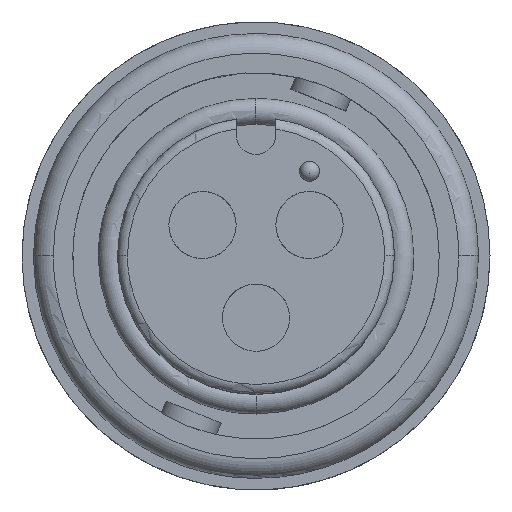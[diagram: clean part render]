
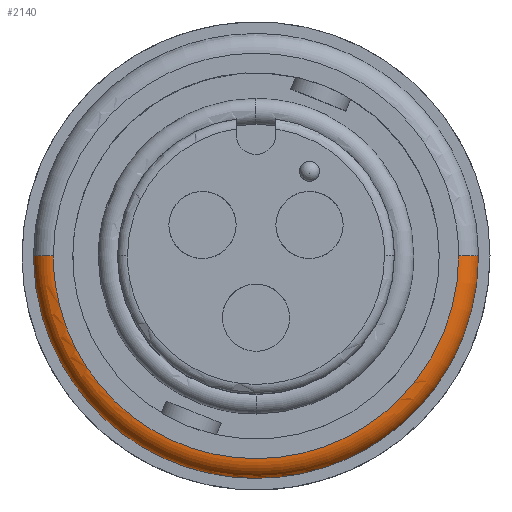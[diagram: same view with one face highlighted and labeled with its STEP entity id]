
A CAD part, top view. The second image highlights one B-rep face of the part: STEP entity #2140.
In plain terms, the highlighted toroidal (fillet/blend) face has major radius 7.811 mm and minor radius 0.762 mm.
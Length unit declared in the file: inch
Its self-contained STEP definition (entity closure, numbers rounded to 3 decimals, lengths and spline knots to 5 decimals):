
#208 = ORIENTED_EDGE ( 'NONE', *, *, #6762, .T. ) ;
#697 = CARTESIAN_POINT ( 'NONE',  ( -0.10196, -0.32407, -0.058 ) ) ;
#717 = B_SPLINE_CURVE_WITH_KNOTS ( 'NONE', 3,
 ( #15696, #3380, #1941, #3442 ),
 .UNSPECIFIED., .F., .F.,
 ( 4, 4 ),
 ( 0.87886, 1. ),
 .UNSPECIFIED. ) ;
#874 = ORIENTED_EDGE ( 'NONE', *, *, #9416, .T. ) ;
#1006 = CARTESIAN_POINT ( 'NONE',  ( 0.01369, -0.33945, -0.058 ) ) ;
#1059 = B_SPLINE_CURVE_WITH_KNOTS ( 'NONE', 3,
 ( #12073, #5043, #12133, #16032, #16091, #6531, #9368, #9309, #12008, #2523, #1147, #7956, #17653, #7839, #7903, #8019, #17473, #3786 ),
 .UNSPECIFIED., .F., .F.,
 ( 4, 2, 2, 2, 2, 2, 2, 2, 4 ),
 ( 0., 0.10986, 0.21972, 0.32957, 0.43943, 0.54929, 0.65915, 0.76901, 0.87886 ),
 .UNSPECIFIED. ) ;
#1060 = CARTESIAN_POINT ( 'NONE',  ( 0.09042, -0.32747, -0.058 ) ) ;
#1147 = CARTESIAN_POINT ( 'NONE',  ( -0.12646, -0.28252, -0.028 ) ) ;
#1651 = CARTESIAN_POINT ( 'NONE',  ( 0.3375, -0.04281, -0.058 ) ) ;
#1941 = CARTESIAN_POINT ( 'NONE',  ( 0.29999, -0.078, -0.028 ) ) ;
#2140 = ADVANCED_FACE ( 'NONE', ( #15394 ), #2265, .T. ) ;
#2265 = TOROIDAL_SURFACE ( 'NONE', #3066, 0.3075, 0.03 ) ;
#2523 = CARTESIAN_POINT ( 'NONE',  ( -0.0929, -0.29526, -0.028 ) ) ;
#3066 = AXIS2_PLACEMENT_3D ( 'NONE', #10328, #7541, #3303 ) ;
#3303 = DIRECTION ( 'NONE',  ( -1., 0., 0. ) ) ;
#3348 = VERTEX_POINT ( 'NONE', #14898 ) ;
#3380 = CARTESIAN_POINT ( 'NONE',  ( 0.3075, -0.03901, -0.028 ) ) ;
#3442 = CARTESIAN_POINT ( 'NONE',  ( 0.2855, -0.11422, -0.028 ) ) ;
#3786 = CARTESIAN_POINT ( 'NONE',  ( -0.3075, 0., -0.028 ) ) ;
#4345 = CARTESIAN_POINT ( 'NONE',  ( 0.31335, -0.12536, -0.058 ) ) ;
#4790 = EDGE_CURVE ( 'NONE', #3348, #10049, #1059, .T. ) ;
#4875 = CARTESIAN_POINT ( 'NONE',  ( -0.3375, 0., -0.058 ) ) ;
#5043 = CARTESIAN_POINT ( 'NONE',  ( 0.27236, -0.14706, -0.028 ) ) ;
#5080 = CIRCLE ( 'NONE', #8012, 0.03 ) ;
#5136 = CARTESIAN_POINT ( 'NONE',  ( -0.33073, -0.07764, -0.058 ) ) ;
#5182 = ORIENTED_EDGE ( 'NONE', *, *, #11623, .T. ) ;
#5200 = CARTESIAN_POINT ( 'NONE',  ( 0.29893, -0.16141, -0.058 ) ) ;
#5534 = DIRECTION ( 'NONE',  ( 0., 0., -1. ) ) ;
#5592 = VERTEX_POINT ( 'NONE', #14495 ) ;
#6348 = VERTEX_POINT ( 'NONE', #7349 ) ;
#6503 = CARTESIAN_POINT ( 'NONE',  ( -0.3375, 0., -0.058 ) ) ;
#6531 = CARTESIAN_POINT ( 'NONE',  ( 0.11637, -0.28682, -0.028 ) ) ;
#6740 = ORIENTED_EDGE ( 'NONE', *, *, #14524, .T. ) ;
#6762 = EDGE_CURVE ( 'NONE', #6348, #5592, #15270, .T. ) ;
#7017 = VERTEX_POINT ( 'NONE', #4875 ) ;
#7137 = CARTESIAN_POINT ( 'NONE',  ( 0.3075, 0., -0.028 ) ) ;
#7187 = EDGE_CURVE ( 'NONE', #11379, #5592, #5080, .T. ) ;
#7349 = CARTESIAN_POINT ( 'NONE',  ( 0.31335, -0.12536, -0.058 ) ) ;
#7541 = DIRECTION ( 'NONE',  ( 0., 0., -1. ) ) ;
#7839 = CARTESIAN_POINT ( 'NONE',  ( -0.25963, -0.16852, -0.028 ) ) ;
#7903 = CARTESIAN_POINT ( 'NONE',  ( -0.2774, -0.13732, -0.028 ) ) ;
#7938 = CARTESIAN_POINT ( 'NONE',  ( -0.20558, -0.27046, -0.058 ) ) ;
#7956 = CARTESIAN_POINT ( 'NONE',  ( -0.18731, -0.24642, -0.028 ) ) ;
#8010 = DIRECTION ( 'NONE',  ( 0., 1., 0. ) ) ;
#8012 = AXIS2_PLACEMENT_3D ( 'NONE', #13336, #8010, #10744 ) ;
#8019 = CARTESIAN_POINT ( 'NONE',  ( -0.30134, -0.07074, -0.028 ) ) ;
#8154 = CARTESIAN_POINT ( 'NONE',  ( -0.3075, 0., -0.058 ) ) ;
#8299 = CARTESIAN_POINT ( 'NONE',  ( 0.3375, 0., -0.058 ) ) ;
#8900 = CARTESIAN_POINT ( 'NONE',  ( -0.1388, -0.31008, -0.058 ) ) ;
#8958 = CARTESIAN_POINT ( 'NONE',  ( -0.28496, -0.18496, -0.058 ) ) ;
#9282 = CARTESIAN_POINT ( 'NONE',  ( -0.23552, -0.24484, -0.058 ) ) ;
#9309 = CARTESIAN_POINT ( 'NONE',  ( 0.01247, -0.30928, -0.028 ) ) ;
#9368 = CARTESIAN_POINT ( 'NONE',  ( 0.08238, -0.29836, -0.028 ) ) ;
#9416 = EDGE_CURVE ( 'NONE', #11379, #3348, #717, .T. ) ;
#10049 = VERTEX_POINT ( 'NONE', #11318 ) ;
#10223 = ORIENTED_EDGE ( 'NONE', *, *, #7187, .F. ) ;
#10246 = CARTESIAN_POINT ( 'NONE',  ( 0.19587, -0.27757, -0.058 ) ) ;
#10328 = CARTESIAN_POINT ( 'NONE',  ( 0., 0., -0.058 ) ) ;
#10609 = CARTESIAN_POINT ( 'NONE',  ( 0.12773, -0.3148, -0.058 ) ) ;
#10669 = CARTESIAN_POINT ( 'NONE',  ( -0.3375, -0.03883, -0.058 ) ) ;
#10744 = DIRECTION ( 'NONE',  ( -1., 0., 0. ) ) ;
#10968 = AXIS2_PLACEMENT_3D ( 'NONE', #8154, #17784, #5534 ) ;
#11313 = ORIENTED_EDGE ( 'NONE', *, *, #4790, .T. ) ;
#11318 = CARTESIAN_POINT ( 'NONE',  ( -0.3075, 0., -0.028 ) ) ;
#11379 = VERTEX_POINT ( 'NONE', #7137 ) ;
#11623 = EDGE_CURVE ( 'NONE', #7017, #6348, #13373, .T. ) ;
#12008 = CARTESIAN_POINT ( 'NONE',  ( -0.02342, -0.30864, -0.028 ) ) ;
#12073 = CARTESIAN_POINT ( 'NONE',  ( 0.2855, -0.11422, -0.028 ) ) ;
#12133 = CARTESIAN_POINT ( 'NONE',  ( 0.2535, -0.17761, -0.028 ) ) ;
#12534 = CIRCLE ( 'NONE', #10968, 0.03 ) ;
#13336 = CARTESIAN_POINT ( 'NONE',  ( 0.3075, 0., -0.058 ) ) ;
#13373 = B_SPLINE_CURVE_WITH_KNOTS ( 'NONE', 3,
 ( #6503, #10669, #5136, #17189, #8958, #9282, #7938, #8900, #697, #16126, #1006, #1060, #10609, #10246, #14375, #13377, #5200, #14816 ),
 .UNSPECIFIED., .F., .F.,
 ( 4, 2, 2, 2, 2, 2, 2, 2, 4 ),
 ( 0.12114, 0.23099, 0.34085, 0.45071, 0.56057, 0.67043, 0.78028, 0.89014, 1. ),
 .UNSPECIFIED. ) ;
#13377 = CARTESIAN_POINT ( 'NONE',  ( 0.27823, -0.19494, -0.058 ) ) ;
#13952 = CARTESIAN_POINT ( 'NONE',  ( 0.32926, -0.08561, -0.058 ) ) ;
#14375 = CARTESIAN_POINT ( 'NONE',  ( 0.2267, -0.25303, -0.058 ) ) ;
#14495 = CARTESIAN_POINT ( 'NONE',  ( 0.3375, 0., -0.058 ) ) ;
#14524 = EDGE_CURVE ( 'NONE', #10049, #7017, #12534, .T. ) ;
#14662 = EDGE_LOOP ( 'NONE', ( #10223, #874, #11313, #6740, #5182, #208 ) ) ;
#14816 = CARTESIAN_POINT ( 'NONE',  ( 0.31335, -0.12536, -0.058 ) ) ;
#14898 = CARTESIAN_POINT ( 'NONE',  ( 0.2855, -0.11422, -0.028 ) ) ;
#15270 = B_SPLINE_CURVE_WITH_KNOTS ( 'NONE', 3,
 ( #4345, #13952, #1651, #8299 ),
 .UNSPECIFIED., .F., .F.,
 ( 4, 4 ),
 ( 0., 0.12114 ),
 .UNSPECIFIED. ) ;
#15394 = FACE_OUTER_BOUND ( 'NONE', #14662, .T. ) ;
#15696 = CARTESIAN_POINT ( 'NONE',  ( 0.3075, 0., -0.028 ) ) ;
#16032 = CARTESIAN_POINT ( 'NONE',  ( 0.20655, -0.23054, -0.028 ) ) ;
#16091 = CARTESIAN_POINT ( 'NONE',  ( 0.17846, -0.2529, -0.028 ) ) ;
#16126 = CARTESIAN_POINT ( 'NONE',  ( -0.02571, -0.33875, -0.058 ) ) ;
#17189 = CARTESIAN_POINT ( 'NONE',  ( -0.30446, -0.15072, -0.058 ) ) ;
#17473 = CARTESIAN_POINT ( 'NONE',  ( -0.3075, -0.03538, -0.028 ) ) ;
#17653 = CARTESIAN_POINT ( 'NONE',  ( -0.21458, -0.22307, -0.028 ) ) ;
#17784 = DIRECTION ( 'NONE',  ( 0., -1., 0. ) ) ;
